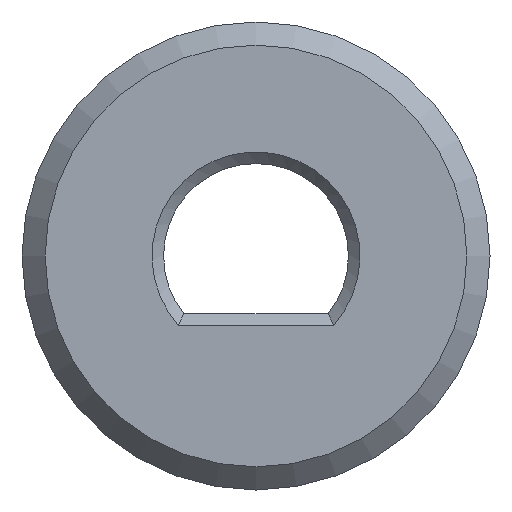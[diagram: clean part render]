
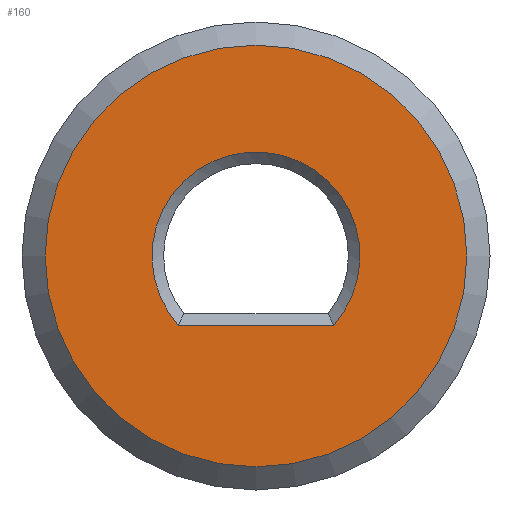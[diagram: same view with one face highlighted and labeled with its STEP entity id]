
A CAD part, left-side view. The second image highlights one B-rep face of the part: STEP entity #160.
In plain terms, the highlighted planar face has unit normal (-1, 0, 0).
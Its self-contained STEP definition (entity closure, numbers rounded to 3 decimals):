
#33=PLANE('',#192);
#43=CIRCLE('',#193,2.25);
#44=CIRCLE('',#194,4.563);
#54=ORIENTED_EDGE('',*,*,#90,.T.);
#55=ORIENTED_EDGE('',*,*,#91,.T.);
#56=ORIENTED_EDGE('',*,*,#92,.T.);
#90=EDGE_CURVE('',#108,#109,#114,.T.);
#91=EDGE_CURVE('',#109,#108,#43,.F.);
#92=EDGE_CURVE('',#110,#110,#44,.T.);
#108=VERTEX_POINT('',#275);
#109=VERTEX_POINT('',#276);
#110=VERTEX_POINT('',#279);
#114=LINE('',#274,#120);
#120=VECTOR('',#228,1000.);
#128=EDGE_LOOP('',(#54,#55));
#129=EDGE_LOOP('',(#56));
#144=FACE_BOUND('',#128,.T.);
#145=FACE_BOUND('',#129,.T.);
#160=ADVANCED_FACE('',(#144,#145),#33,.T.);
#192=AXIS2_PLACEMENT_3D('',#273,#226,#227);
#193=AXIS2_PLACEMENT_3D('',#277,#229,#230);
#194=AXIS2_PLACEMENT_3D('',#278,#231,#232);
#226=DIRECTION('',(-1.,0.,0.));
#227=DIRECTION('',(0.,0.,1.));
#228=DIRECTION('',(0.,1.,0.));
#229=DIRECTION('',(-1.,0.,0.));
#230=DIRECTION('',(0.,0.,1.));
#231=DIRECTION('',(-1.,0.,0.));
#232=DIRECTION('',(0.,0.,1.));
#273=CARTESIAN_POINT('',(12.5,-34.383,-5.));
#274=CARTESIAN_POINT('',(12.5,-34.383,-6.5));
#275=CARTESIAN_POINT('',(12.5,-36.06,-6.5));
#276=CARTESIAN_POINT('',(12.5,-32.706,-6.5));
#277=CARTESIAN_POINT('',(12.5,-34.383,-5.));
#278=CARTESIAN_POINT('',(12.5,-34.383,-5.));
#279=CARTESIAN_POINT('',(12.5,-34.383,-0.437));
